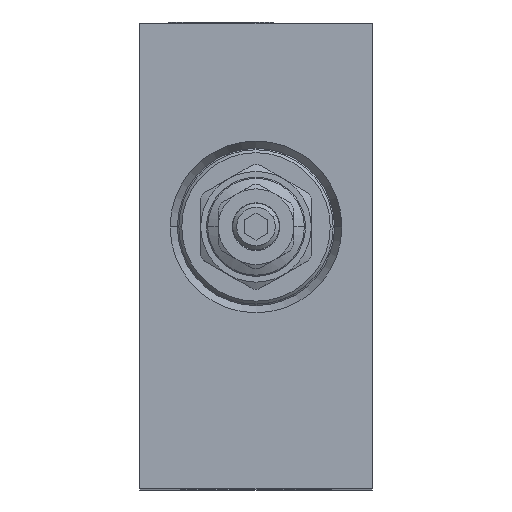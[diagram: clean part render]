
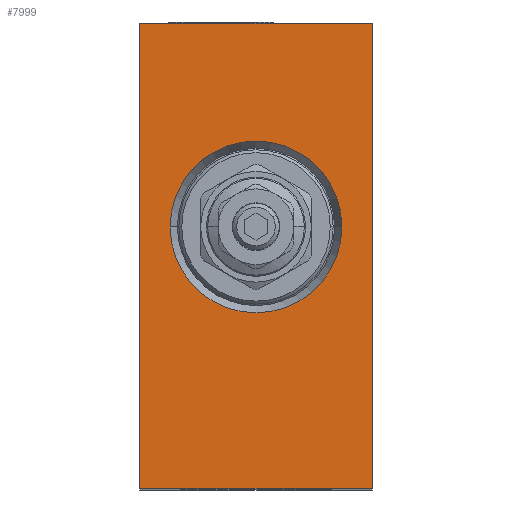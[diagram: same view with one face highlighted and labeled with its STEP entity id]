
A CAD part, top view. The second image highlights one B-rep face of the part: STEP entity #7999.
In plain terms, the highlighted planar face has unit normal (0, 0, 1).
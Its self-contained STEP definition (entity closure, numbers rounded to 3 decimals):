
#1426 = CARTESIAN_POINT ( 'NONE',  ( 20., 45., 0. ) ) ;
#2378 = VERTEX_POINT ( 'NONE', #28153 ) ;
#2428 = CARTESIAN_POINT ( 'NONE',  ( 5.25, 45., 0. ) ) ;
#2757 = EDGE_CURVE ( 'NONE', #20206, #2378, #28726, .T. ) ;
#3461 = ORIENTED_EDGE ( 'NONE', *, *, #31460, .F. ) ;
#3751 = CARTESIAN_POINT ( 'NONE',  ( 0., 0., 0. ) ) ;
#4610 = DIRECTION ( 'NONE',  ( 0., 0., 1. ) ) ;
#5063 = FACE_BOUND ( 'NONE', #27311, .T. ) ;
#5193 = EDGE_CURVE ( 'NONE', #2378, #16818, #13331, .T. ) ;
#5253 = CARTESIAN_POINT ( 'NONE',  ( 40., 0., 0. ) ) ;
#5599 = DIRECTION ( 'NONE',  ( 0., 1., 0. ) ) ;
#7623 = AXIS2_PLACEMENT_3D ( 'NONE', #27734, #4610, #9840 ) ;
#7999 = ADVANCED_FACE ( 'NONE', ( #13129, #5063 ), #28191, .F. ) ;
#8366 = VERTEX_POINT ( 'NONE', #20545 ) ;
#8494 = ORIENTED_EDGE ( 'NONE', *, *, #33067, .T. ) ;
#8867 = ORIENTED_EDGE ( 'NONE', *, *, #23989, .T. ) ;
#8881 = LINE ( 'NONE', #14609, #14160 ) ;
#9840 = DIRECTION ( 'NONE',  ( 1., 0., 0. ) ) ;
#11250 = CARTESIAN_POINT ( 'NONE',  ( 0., 80., 0. ) ) ;
#11737 = DIRECTION ( 'NONE',  ( 1., 0., 0. ) ) ;
#12861 = CARTESIAN_POINT ( 'NONE',  ( 40., 0., 0. ) ) ;
#13129 = FACE_OUTER_BOUND ( 'NONE', #16793, .T. ) ;
#13331 = LINE ( 'NONE', #29568, #27986 ) ;
#14027 = LINE ( 'NONE', #3751, #29877 ) ;
#14160 = VECTOR ( 'NONE', #11737, 1000. ) ;
#14609 = CARTESIAN_POINT ( 'NONE',  ( 0., 0., 0. ) ) ;
#14727 = VERTEX_POINT ( 'NONE', #2428 ) ;
#15181 = CARTESIAN_POINT ( 'NONE',  ( 0., 80., 0. ) ) ;
#16793 = EDGE_LOOP ( 'NONE', ( #8867, #8494, #22182, #18547 ) ) ;
#16818 = VERTEX_POINT ( 'NONE', #11250 ) ;
#17424 = VERTEX_POINT ( 'NONE', #30619 ) ;
#18547 = ORIENTED_EDGE ( 'NONE', *, *, #5193, .T. ) ;
#20206 = VERTEX_POINT ( 'NONE', #5253 ) ;
#20543 = AXIS2_PLACEMENT_3D ( 'NONE', #1426, #26933, #32349 ) ;
#20545 = CARTESIAN_POINT ( 'NONE',  ( 34.75, 45., 0. ) ) ;
#21287 = DIRECTION ( 'NONE',  ( -1., 0., 0. ) ) ;
#22182 = ORIENTED_EDGE ( 'NONE', *, *, #2757, .T. ) ;
#22707 = CIRCLE ( 'NONE', #7623, 14.75 ) ;
#22751 = AXIS2_PLACEMENT_3D ( 'NONE', #15181, #23445, #33248 ) ;
#23445 = DIRECTION ( 'NONE',  ( 0., 0., -1. ) ) ;
#23989 = EDGE_CURVE ( 'NONE', #16818, #17424, #14027, .T. ) ;
#24338 = DIRECTION ( 'NONE',  ( 0., -1., 0. ) ) ;
#26933 = DIRECTION ( 'NONE',  ( 0., 0., 1. ) ) ;
#27311 = EDGE_LOOP ( 'NONE', ( #3461, #31011 ) ) ;
#27734 = CARTESIAN_POINT ( 'NONE',  ( 20., 45., 0. ) ) ;
#27986 = VECTOR ( 'NONE', #21287, 1000. ) ;
#28153 = CARTESIAN_POINT ( 'NONE',  ( 40., 80., 0. ) ) ;
#28191 = PLANE ( 'NONE',  #22751 ) ;
#28726 = LINE ( 'NONE', #12861, #32087 ) ;
#29568 = CARTESIAN_POINT ( 'NONE',  ( 0., 80., 0. ) ) ;
#29877 = VECTOR ( 'NONE', #24338, 1000. ) ;
#30619 = CARTESIAN_POINT ( 'NONE',  ( 0., 0., 0. ) ) ;
#30803 = CIRCLE ( 'NONE', #20543, 14.75 ) ;
#30954 = EDGE_CURVE ( 'NONE', #14727, #8366, #30803, .T. ) ;
#31011 = ORIENTED_EDGE ( 'NONE', *, *, #30954, .F. ) ;
#31460 = EDGE_CURVE ( 'NONE', #8366, #14727, #22707, .T. ) ;
#32087 = VECTOR ( 'NONE', #5599, 1000. ) ;
#32349 = DIRECTION ( 'NONE',  ( 1., 0., 0. ) ) ;
#33067 = EDGE_CURVE ( 'NONE', #17424, #20206, #8881, .T. ) ;
#33248 = DIRECTION ( 'NONE',  ( -1., 0., 0. ) ) ;
